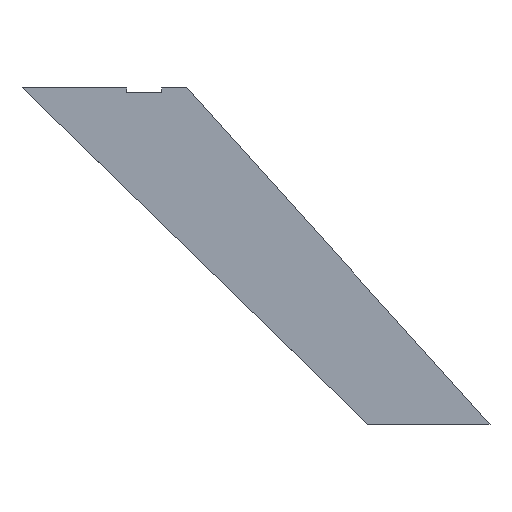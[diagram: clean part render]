
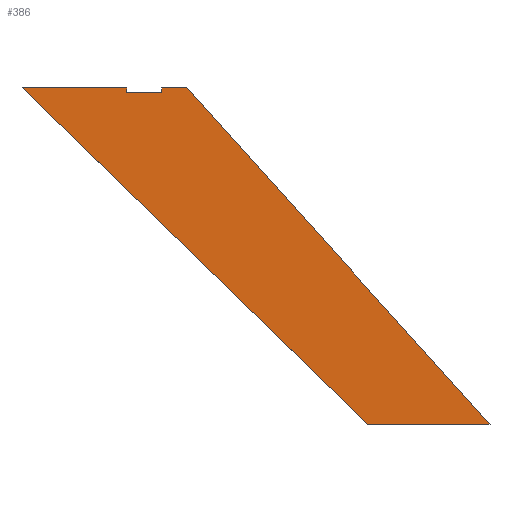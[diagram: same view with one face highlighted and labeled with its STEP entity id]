
A CAD part, top view. The second image highlights one B-rep face of the part: STEP entity #386.
In plain terms, the highlighted face is planar.
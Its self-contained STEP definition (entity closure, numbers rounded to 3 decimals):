
#26=PLANE('',#456);
#46=FACE_OUTER_BOUND('',#66,.T.);
#66=EDGE_LOOP('',(#323,#324,#325,#326,#327,#328,#329,#330,#331,#332));
#75=LINE('',#589,#117);
#91=LINE('',#624,#133);
#97=LINE('',#654,#139);
#101=LINE('',#661,#143);
#102=LINE('',#663,#144);
#103=LINE('',#665,#145);
#104=LINE('',#667,#146);
#105=LINE('',#668,#147);
#117=VECTOR('',#478,10.);
#133=VECTOR('',#502,10.);
#139=VECTOR('',#542,10.);
#143=VECTOR('',#548,10.);
#144=VECTOR('',#549,10.);
#145=VECTOR('',#550,10.);
#146=VECTOR('',#551,10.);
#147=VECTOR('',#552,10.);
#158=CIRCLE('',#433,1.5);
#160=CIRCLE('',#437,1.5);
#171=VERTEX_POINT('',#582);
#172=VERTEX_POINT('',#584);
#173=VERTEX_POINT('',#588);
#180=VERTEX_POINT('',#604);
#188=VERTEX_POINT('',#622);
#195=VERTEX_POINT('',#653);
#197=VERTEX_POINT('',#660);
#198=VERTEX_POINT('',#662);
#199=VERTEX_POINT('',#664);
#200=VERTEX_POINT('',#666);
#207=EDGE_CURVE('',#171,#172,#158,.T.);
#209=EDGE_CURVE('',#171,#173,#75,.T.);
#218=EDGE_CURVE('',#180,#173,#160,.T.);
#227=EDGE_CURVE('',#180,#188,#91,.T.);
#241=EDGE_CURVE('',#195,#172,#97,.T.);
#245=EDGE_CURVE('',#197,#188,#101,.T.);
#246=EDGE_CURVE('',#198,#197,#102,.T.);
#247=EDGE_CURVE('',#199,#198,#103,.T.);
#248=EDGE_CURVE('',#200,#199,#104,.T.);
#249=EDGE_CURVE('',#195,#200,#105,.T.);
#323=ORIENTED_EDGE('',*,*,#209,.T.);
#324=ORIENTED_EDGE('',*,*,#218,.F.);
#325=ORIENTED_EDGE('',*,*,#227,.T.);
#326=ORIENTED_EDGE('',*,*,#245,.F.);
#327=ORIENTED_EDGE('',*,*,#246,.F.);
#328=ORIENTED_EDGE('',*,*,#247,.F.);
#329=ORIENTED_EDGE('',*,*,#248,.F.);
#330=ORIENTED_EDGE('',*,*,#249,.F.);
#331=ORIENTED_EDGE('',*,*,#241,.T.);
#332=ORIENTED_EDGE('',*,*,#207,.F.);
#386=ADVANCED_FACE('',(#46),#26,.F.);
#433=AXIS2_PLACEMENT_3D('',#585,#473,#474);
#437=AXIS2_PLACEMENT_3D('',#606,#490,#491);
#456=AXIS2_PLACEMENT_3D('',#659,#546,#547);
#473=DIRECTION('center_axis',(0.,0.,-1.));
#474=DIRECTION('ref_axis',(-0.707,-0.707,0.));
#478=DIRECTION('',(1.,0.,0.));
#490=DIRECTION('center_axis',(0.,0.,-1.));
#491=DIRECTION('ref_axis',(0.707,-0.707,0.));
#502=DIRECTION('',(0.,1.,0.));
#542=DIRECTION('',(0.,-1.,0.));
#546=DIRECTION('center_axis',(0.,0.,1.));
#547=DIRECTION('ref_axis',(1.,0.,0.));
#548=DIRECTION('',(-1.,0.,0.));
#549=DIRECTION('',(0.717,0.697,0.));
#550=DIRECTION('',(1.,0.,0.));
#551=DIRECTION('',(-0.67,-0.742,0.));
#552=DIRECTION('',(-1.,0.,0.));
#582=CARTESIAN_POINT('',(670.706,675.332,0.));
#584=CARTESIAN_POINT('',(669.206,676.832,0.));
#585=CARTESIAN_POINT('Origin',(670.706,676.832,0.));
#588=CARTESIAN_POINT('',(739.176,675.332,0.));
#589=CARTESIAN_POINT('',(605.649,675.332,0.));
#604=CARTESIAN_POINT('',(740.676,676.832,0.));
#606=CARTESIAN_POINT('Origin',(739.176,676.832,0.));
#622=CARTESIAN_POINT('',(740.676,684.382,0.));
#624=CARTESIAN_POINT('',(740.676,519.213,0.));
#653=CARTESIAN_POINT('',(669.206,684.382,0.));
#654=CARTESIAN_POINT('',(669.206,514.688,0.));
#659=CARTESIAN_POINT('Origin',(470.622,354.045,0.));
#660=CARTESIAN_POINT('',(953.754,684.382,0.));
#661=CARTESIAN_POINT('',(954.471,684.382,0.));
#662=CARTESIAN_POINT('',(250.037,0.,0.));
#663=CARTESIAN_POINT('',(250.037,0.,0.));
#664=CARTESIAN_POINT('',(0.673,0.,0.));
#665=CARTESIAN_POINT('',(0.,0.,0.));
#666=CARTESIAN_POINT('',(618.193,684.382,0.));
#667=CARTESIAN_POINT('',(618.193,684.382,0.));
#668=CARTESIAN_POINT('',(954.471,684.382,0.));
